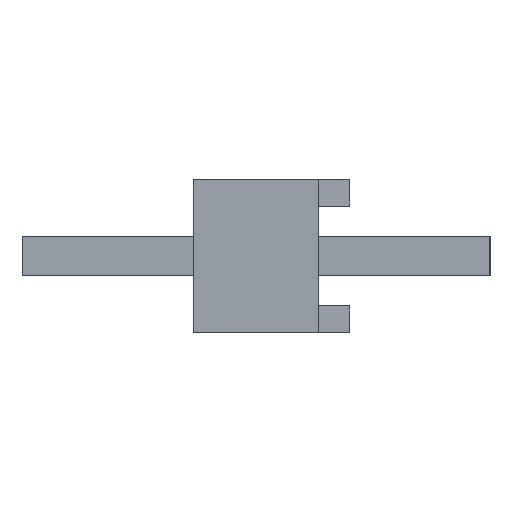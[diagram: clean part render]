
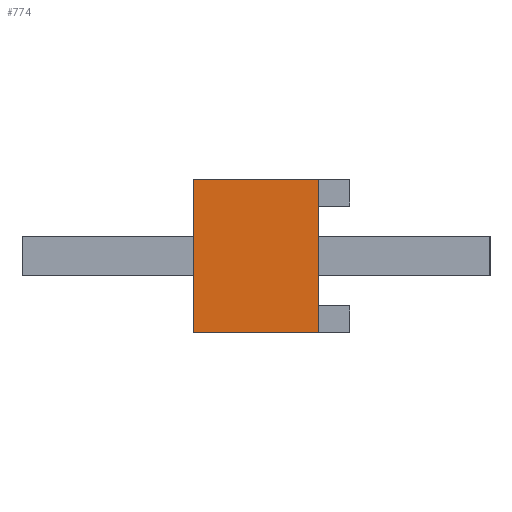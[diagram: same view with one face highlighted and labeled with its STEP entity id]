
A CAD part, left-side view. The second image highlights one B-rep face of the part: STEP entity #774.
In plain terms, the highlighted planar face has unit normal (-1, 0, 0).
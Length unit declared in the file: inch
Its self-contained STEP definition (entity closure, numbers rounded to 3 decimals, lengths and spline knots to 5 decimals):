
#774 = ADVANCED_FACE( '', ( #1645 ), #1646, .F. );
#1645 = FACE_OUTER_BOUND( '', #2605, .T. );
#1646 = PLANE( '', #2606 );
#2605 = EDGE_LOOP( '', ( #4797, #4798, #4799, #4800 ) );
#2606 = AXIS2_PLACEMENT_3D( '', #4801, #4802, #4803 );
#4797 = ORIENTED_EDGE( '', *, *, #5853, .F. );
#4798 = ORIENTED_EDGE( '', *, *, #6274, .F. );
#4799 = ORIENTED_EDGE( '', *, *, #6379, .F. );
#4800 = ORIENTED_EDGE( '', *, *, #6646, .T. );
#4801 = CARTESIAN_POINT( '', ( -0.35, 0.1, -0.049 ) );
#4802 = DIRECTION( '', ( 1., 0., 0. ) );
#4803 = DIRECTION( '', ( 0., 0., -1. ) );
#5853 = EDGE_CURVE( '', #7047, #7049, #7050, .T. );
#6274 = EDGE_CURVE( '', #7728, #7047, #7730, .T. );
#6379 = EDGE_CURVE( '', #7885, #7728, #7887, .T. );
#6646 = EDGE_CURVE( '', #7885, #7049, #8231, .T. );
#7047 = VERTEX_POINT( '', #8747 );
#7049 = VERTEX_POINT( '', #8750 );
#7050 = LINE( '', #8751, #8752 );
#7728 = VERTEX_POINT( '', #9770 );
#7730 = LINE( '', #9773, #9774 );
#7885 = VERTEX_POINT( '', #10010 );
#7887 = LINE( '', #10013, #10014 );
#8231 = LINE( '', #10541, #10542 );
#8747 = CARTESIAN_POINT( '', ( -0.35, 0.02, 0.049 ) );
#8750 = CARTESIAN_POINT( '', ( -0.35, 0.02, -0.049 ) );
#8751 = CARTESIAN_POINT( '', ( -0.35, 0.02, -0.049 ) );
#8752 = VECTOR( '', #10929, 39.37008 );
#9770 = CARTESIAN_POINT( '', ( -0.35, 0.1, 0.049 ) );
#9773 = CARTESIAN_POINT( '', ( -0.35, 0.1, 0.049 ) );
#9774 = VECTOR( '', #11271, 39.37008 );
#10010 = CARTESIAN_POINT( '', ( -0.35, 0.1, -0.049 ) );
#10013 = CARTESIAN_POINT( '', ( -0.35, 0.1, -0.049 ) );
#10014 = VECTOR( '', #11354, 39.37008 );
#10541 = CARTESIAN_POINT( '', ( -0.35, 0.1, -0.049 ) );
#10542 = VECTOR( '', #11538, 39.37008 );
#10929 = DIRECTION( '', ( 0., 0., -1. ) );
#11271 = DIRECTION( '', ( 0., -1., 0. ) );
#11354 = DIRECTION( '', ( 0., 0., 1. ) );
#11538 = DIRECTION( '', ( 0., -1., 0. ) );
